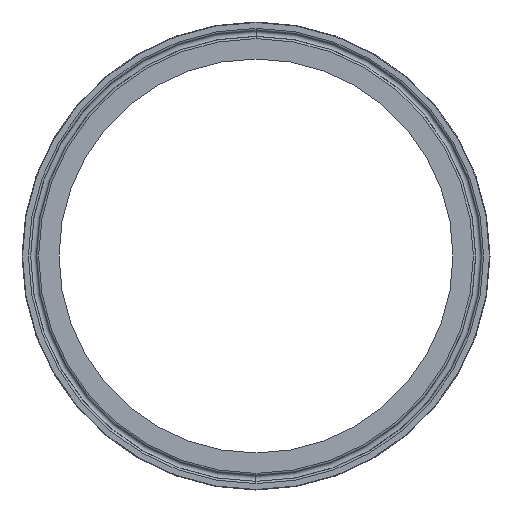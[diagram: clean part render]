
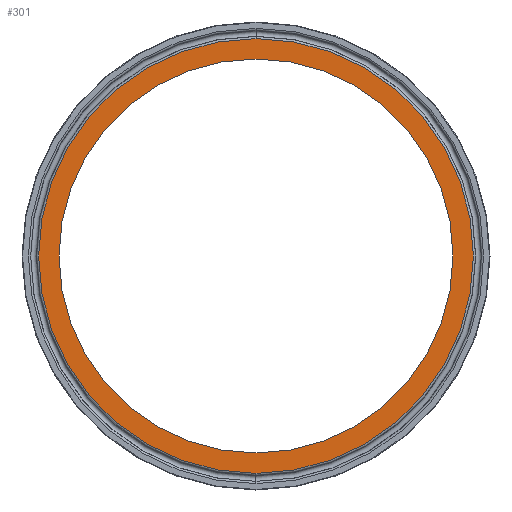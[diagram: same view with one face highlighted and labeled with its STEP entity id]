
A CAD part, left-side view. The second image highlights one B-rep face of the part: STEP entity #301.
In plain terms, the highlighted planar face has unit normal (-1, 0, 0).
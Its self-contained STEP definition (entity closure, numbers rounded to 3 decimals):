
#16 = CIRCLE ( 'NONE', #243, 77.03 ) ;
#24 = CIRCLE ( 'NONE', #322, 77.03 ) ;
#27 = DIRECTION ( 'NONE',  ( -1., 0., 0. ) ) ;
#80 = EDGE_LOOP ( 'NONE', ( #475, #509 ) ) ;
#103 = CARTESIAN_POINT ( 'NONE',  ( 0., 0., 84.997 ) ) ;
#116 = EDGE_CURVE ( 'NONE', #247, #408, #24, .T. ) ;
#119 = VERTEX_POINT ( 'NONE', #472 ) ;
#121 = CARTESIAN_POINT ( 'NONE',  ( 0., 0., 0. ) ) ;
#125 = CARTESIAN_POINT ( 'NONE',  ( 0., 0., 0. ) ) ;
#137 = CARTESIAN_POINT ( 'NONE',  ( 0., 0., 77.03 ) ) ;
#176 = EDGE_LOOP ( 'NONE', ( #207, #413 ) ) ;
#184 = DIRECTION ( 'NONE',  ( -1., 0., 0. ) ) ;
#204 = AXIS2_PLACEMENT_3D ( 'NONE', #654, #486, #473 ) ;
#207 = ORIENTED_EDGE ( 'NONE', *, *, #116, .F. ) ;
#243 = AXIS2_PLACEMENT_3D ( 'NONE', #125, #503, #595 ) ;
#247 = VERTEX_POINT ( 'NONE', #137 ) ;
#267 = CARTESIAN_POINT ( 'NONE',  ( 0., 0., -77.03 ) ) ;
#274 = VERTEX_POINT ( 'NONE', #103 ) ;
#297 = DIRECTION ( 'NONE',  ( 0., 0., -1. ) ) ;
#301 = ADVANCED_FACE ( 'NONE', ( #414, #689 ), #754, .F. ) ;
#312 = CIRCLE ( 'NONE', #363, 84.997 ) ;
#316 = DIRECTION ( 'NONE',  ( 0., 0., 1. ) ) ;
#322 = AXIS2_PLACEMENT_3D ( 'NONE', #121, #184, #416 ) ;
#353 = DIRECTION ( 'NONE',  ( 1., 0., 0. ) ) ;
#363 = AXIS2_PLACEMENT_3D ( 'NONE', #439, #27, #316 ) ;
#389 = EDGE_CURVE ( 'NONE', #119, #274, #312, .T. ) ;
#408 = VERTEX_POINT ( 'NONE', #267 ) ;
#413 = ORIENTED_EDGE ( 'NONE', *, *, #474, .F. ) ;
#414 = FACE_BOUND ( 'NONE', #176, .T. ) ;
#416 = DIRECTION ( 'NONE',  ( 0., 0., 1. ) ) ;
#439 = CARTESIAN_POINT ( 'NONE',  ( 0., 0., 0. ) ) ;
#472 = CARTESIAN_POINT ( 'NONE',  ( 0., 0., -84.997 ) ) ;
#473 = DIRECTION ( 'NONE',  ( 0., 0., 1. ) ) ;
#474 = EDGE_CURVE ( 'NONE', #408, #247, #16, .T. ) ;
#475 = ORIENTED_EDGE ( 'NONE', *, *, #711, .T. ) ;
#486 = DIRECTION ( 'NONE',  ( -1., 0., 0. ) ) ;
#498 = AXIS2_PLACEMENT_3D ( 'NONE', #706, #353, #297 ) ;
#503 = DIRECTION ( 'NONE',  ( -1., 0., 0. ) ) ;
#509 = ORIENTED_EDGE ( 'NONE', *, *, #389, .T. ) ;
#539 = CIRCLE ( 'NONE', #204, 84.997 ) ;
#595 = DIRECTION ( 'NONE',  ( 0., 0., 1. ) ) ;
#654 = CARTESIAN_POINT ( 'NONE',  ( 0., 0., 0. ) ) ;
#689 = FACE_OUTER_BOUND ( 'NONE', #80, .T. ) ;
#706 = CARTESIAN_POINT ( 'NONE',  ( 0., 84.997, 0. ) ) ;
#711 = EDGE_CURVE ( 'NONE', #274, #119, #539, .T. ) ;
#754 = PLANE ( 'NONE',  #498 ) ;
